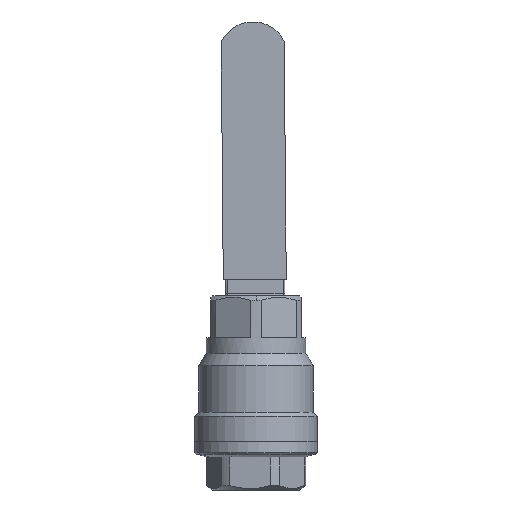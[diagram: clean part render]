
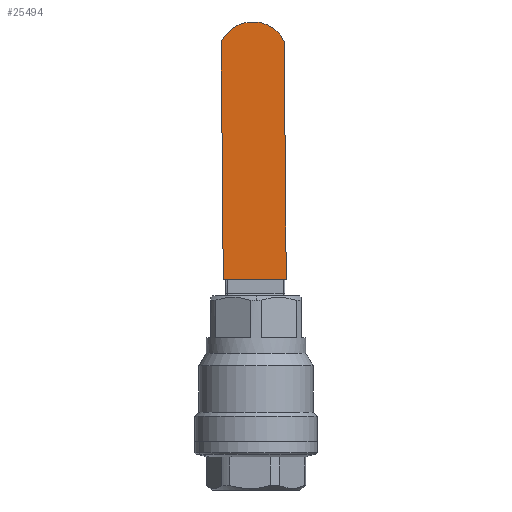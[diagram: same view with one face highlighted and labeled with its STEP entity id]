
A CAD part, front view. The second image highlights one B-rep face of the part: STEP entity #25494.
In plain terms, the highlighted face is planar.
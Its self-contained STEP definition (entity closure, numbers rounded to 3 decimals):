
#15706 = LINE ( 'NONE', #15745, #15744 ) ;
#15743 = DIRECTION ( 'NONE',  ( 0., -1., 0. ) ) ;
#15744 = VECTOR ( 'NONE', #15743, 1000. ) ;
#15745 = CARTESIAN_POINT ( 'NONE',  ( 1.585, -11.027, 0. ) ) ;
#15786 = CARTESIAN_POINT ( 'NONE',  ( 69.566, -11.027, 0. ) ) ;
#15794 = CARTESIAN_POINT ( 'NONE',  ( 1.585, -29.027, 0. ) ) ;
#15795 = CARTESIAN_POINT ( 'NONE',  ( 1.585, -11.027, 0. ) ) ;
#15798 = FACE_OUTER_BOUND ( 'NONE', #25512, .T. ) ;
#15807 = CARTESIAN_POINT ( 'NONE',  ( 69.566, -29.027, 0. ) ) ;
#15859 = DIRECTION ( 'NONE',  ( -1., 0., 0. ) ) ;
#15860 = DIRECTION ( 'NONE',  ( 0., 0., -1. ) ) ;
#15861 = CARTESIAN_POINT ( 'NONE',  ( 65.207, -20.027, 0. ) ) ;
#15864 = PLANE ( 'NONE',  #15869 ) ;
#15869 = AXIS2_PLACEMENT_3D ( 'NONE', #15861, #15860, #15859 ) ;
#15878 = DIRECTION ( 'NONE',  ( -1., 0., 0. ) ) ;
#15879 = DIRECTION ( 'NONE',  ( 0., 0., 1. ) ) ;
#15880 = CARTESIAN_POINT ( 'NONE',  ( 65.207, -20.027, 0. ) ) ;
#15881 = AXIS2_PLACEMENT_3D ( 'NONE', #15880, #15879, #15878 ) ;
#15884 = CARTESIAN_POINT ( 'NONE',  ( 1.585, -11.027, 0. ) ) ;
#15885 = LINE ( 'NONE', #15884, #15891 ) ;
#15887 = CIRCLE ( 'NONE', #15881, 10. ) ;
#15889 = DIRECTION ( 'NONE',  ( 1., 0., 0. ) ) ;
#15890 = VECTOR ( 'NONE', #15889, 1000. ) ;
#15891 = VECTOR ( 'NONE', #15930, 1000. ) ;
#15898 = CARTESIAN_POINT ( 'NONE',  ( 1.585, -29.027, 0. ) ) ;
#15899 = LINE ( 'NONE', #15898, #15890 ) ;
#15930 = DIRECTION ( 'NONE',  ( -1., 0., 0. ) ) ;
#25401 = EDGE_CURVE ( 'NONE', #25463, #25464, #15706, .T. ) ;
#25445 = VERTEX_POINT ( 'NONE', #15807 ) ;
#25459 = VERTEX_POINT ( 'NONE', #15786 ) ;
#25463 = VERTEX_POINT ( 'NONE', #15795 ) ;
#25464 = VERTEX_POINT ( 'NONE', #15794 ) ;
#25492 = ORIENTED_EDGE ( 'NONE', *, *, #25401, .F. ) ;
#25494 = ADVANCED_FACE ( 'NONE', ( #15798 ), #15864, .T. ) ;
#25495 = ORIENTED_EDGE ( 'NONE', *, *, #25518, .F. ) ;
#25497 = ORIENTED_EDGE ( 'NONE', *, *, #25525, .F. ) ;
#25506 = ORIENTED_EDGE ( 'NONE', *, *, #25515, .F. ) ;
#25512 = EDGE_LOOP ( 'NONE', ( #25492, #25497, #25495, #25506 ) ) ;
#25515 = EDGE_CURVE ( 'NONE', #25464, #25445, #15899, .T. ) ;
#25518 = EDGE_CURVE ( 'NONE', #25445, #25459, #15887, .T. ) ;
#25525 = EDGE_CURVE ( 'NONE', #25459, #25463, #15885, .T. ) ;
